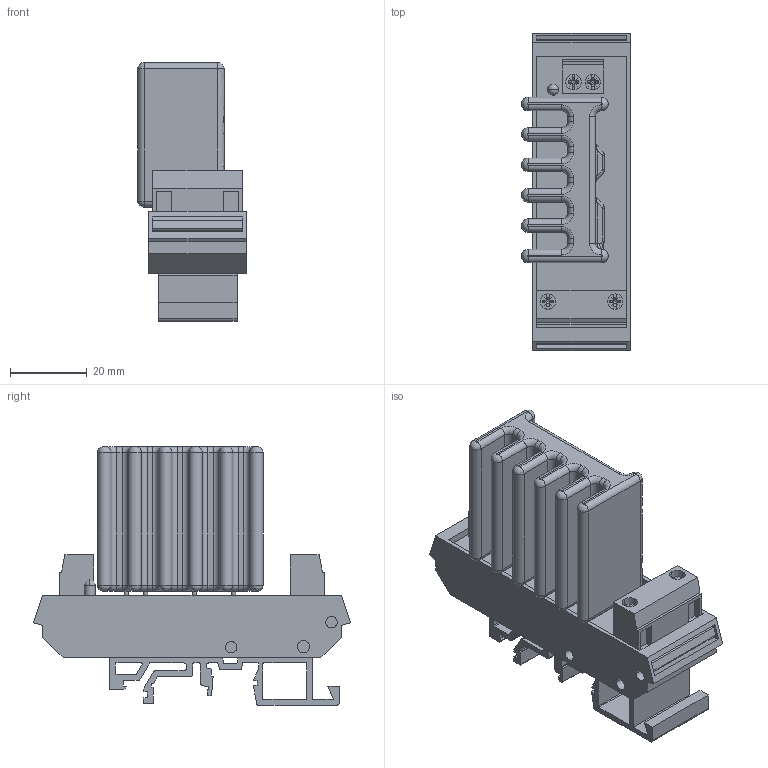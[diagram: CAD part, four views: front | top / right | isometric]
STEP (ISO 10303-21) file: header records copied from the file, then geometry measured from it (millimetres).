
FILE_DESCRIPTION((''),'2;1');
FILE_NAME('CGI1417-00.stp','2018-03-08T14:35:46',(''),(''),'Mechanical Desktop 2011','Mechanical Desktop 2011',', , ');
FILE_SCHEMA(('AUTOMOTIVE_DESIGN { 1 2 10303 214 1 1 1 1 }'));
Length unit declared in the file: millimetre
Products named in the file (2): Product; CGI1417-00-3D
Bounding box: 28.3 x 82.4 x 67.16 mm (x, y, z)
Volume: 57289.5 mm3; surface area: 25370.6 mm2
Topology: 1 solids, 1 shells, 603 faces, 1598 edges, 993 vertices
Faces by surface type: plane 223, bspline 180, cylinder 168, torus 22, sphere 10
Entity records: 31091 total; most frequent: CARTESIAN_POINT 16803, ORIENTED_EDGE 3146, DIRECTION 2782, EDGE_CURVE 1573, VERTEX_POINT 991, AXIS2_PLACEMENT_3D 981, VECTOR 820, LINE 820
